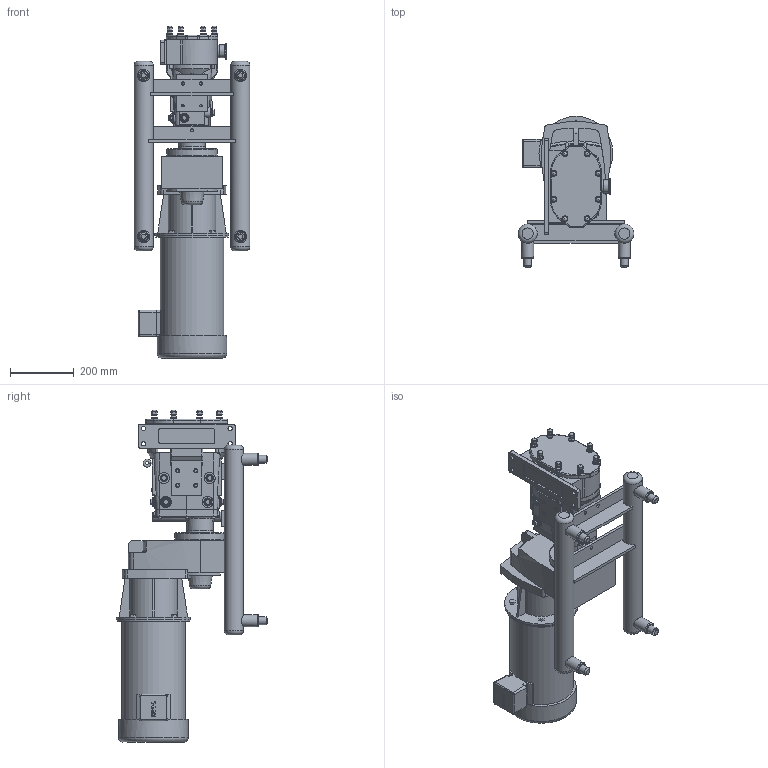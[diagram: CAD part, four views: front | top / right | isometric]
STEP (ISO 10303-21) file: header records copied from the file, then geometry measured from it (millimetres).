
FILE_DESCRIPTION(/* description */ (''),/* implementation_level */ '2;1');
FILE_NAME(/* name */ 'U3_034U3_184TC_(1.87 x 6.9)x2.0_S-Line_5HP_LH_SM.stp',/* time_stamp */ '2021-05-24T19:12:34+06:00',/* author */ ('trtmhr'),/* organization */ (''),/* preprocessor_version */ 'ST-DEVELOPER v18.1',/* originating_system */ 'Autodesk Inventor 2020',/* authorisation */ '');
FILE_SCHEMA (('AUTOMOTIVE_DESIGN { 1 0 10303 214 3 1 1 }'));
Length unit declared in the file: inch
Products named in the file (1): U3_034U3_184TC_(1.87 x 6.9)x2.0_S-Line_5HP_LH_SM
Bounding box: 365.12 x 476.09 x 1045.74 mm (x, y, z)
Volume: 36042225.6 mm3; surface area: 1458158 mm2
Topology: 4 solids, 4 shells, 1014 faces, 2766 edges, 1825 vertices
Faces by surface type: plane 511, cylinder 296, torus 72, cone 63, bspline 60, sphere 12
Full cylindrical faces by diameter (mm): 7.62 x2, 7.798 x1, 7.95 x4, 10.312 x3, 13.487 x4, 14.275 x8, 15.24 x1, 19.05 x8, 23.876 x3, 25.4 x9, 29.21 x2, 31.75 x3, 35.052 x6, 38.1 x5, 41.275 x2, 42.291 x1, 50.495 x1, 82.55 x1, 158.217 x1, 158.242 x1, 199.542 x1, 218.338 x1, 227.559 x1, 232.994 x1
Entity records: 34024 total; most frequent: CARTESIAN_POINT 8026, ORIENTED_EDGE 5498, DIRECTION 5441, EDGE_CURVE 2749, AXIS2_PLACEMENT_3D 2033, VERTEX_POINT 1825, LINE 1375, VECTOR 1375
